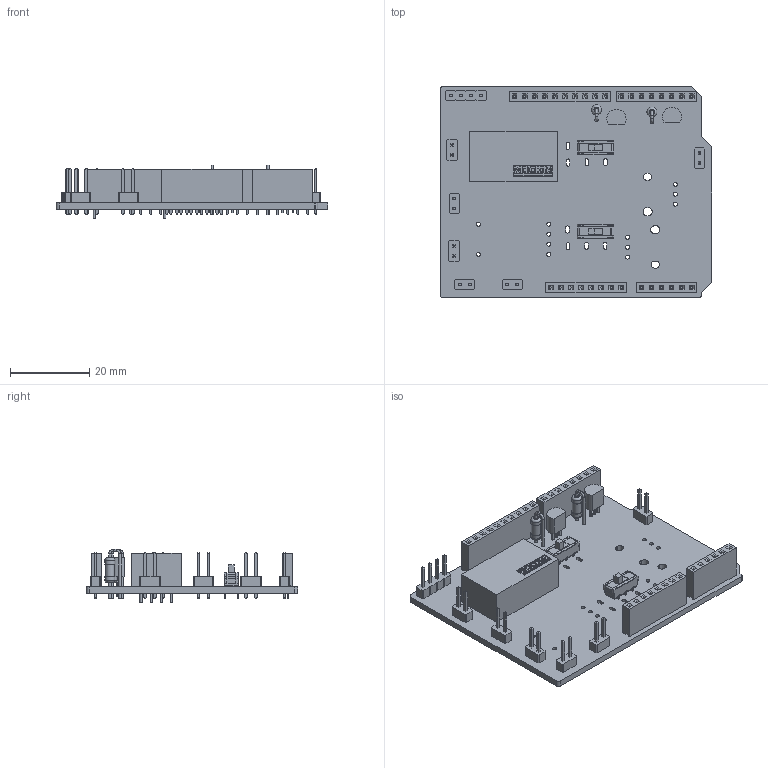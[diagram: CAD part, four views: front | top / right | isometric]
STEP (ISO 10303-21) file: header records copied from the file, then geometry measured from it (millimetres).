
FILE_DESCRIPTION(('KiCad electronic assembly'),'2;1');
FILE_NAME('shield.step','2025-02-27T13:42:41',('Pcbnew'),('Kicad'), 'Open CASCADE STEP processor 7.6','KiCad to STEP converter','Unknown' );
FILE_SCHEMA(('AUTOMOTIVE_DESIGN { 1 0 10303 214 1 1 1 1 }'));
Length unit declared in the file: millimetre
Products named in the file (27): shield 1; PinSocket_1x08_P2.54mm_Vertical; PinSocket_1x06_P2.54mm_Vertical; PinSocket_1x10_P2.54mm_Vertical; PinHeader_2x01_P2.54mm_Vertical; PinHeader_2x01_P254mm_Vertical; RCD-24-1.20; RCD-24_case; RCD-24_pin6(+Vout); RCD-24_potting; RCD-24_pin2(Analogue_dimming); RCD-24_pin1(+Vin); RCD-24_pin3(PWM_ON_OFF_or_Vref); RCD-24_pin4(GND); RCD-24_pin5(-Vout); SW_CK_JS202011CQN_DPDT_Straight; CuK_JS202011CQN_DPDT_straight; R_Axial_DIN0207_L6.3mm_D2.5mm_P2.54mm_Vertical; R_Axial_DIN0207_L63mm_D25mm_P254mm_Vertical; PinHeader_1x04_P2.54mm_Vertical; PinHeader_1x04_P254mm_Vertical; TO-92_Inline; TO-92_Inline_Narrow; shield_PCB
Assembly tree (35 placements, depth 3):
  shield 1
    PinSocket_1x08_P2.54mm_Vertical  x2
      PinSocket_1x08_P2.54mm_Vertical
    PinSocket_1x06_P2.54mm_Vertical
      PinSocket_1x06_P2.54mm_Vertical
    PinSocket_1x10_P2.54mm_Vertical
      PinSocket_1x10_P2.54mm_Vertical
    PinHeader_2x01_P2.54mm_Vertical  x6
      PinHeader_2x01_P254mm_Vertical
    RCD-24-1.20
      RCD-24_case
      RCD-24_pin6(+Vout)
      RCD-24_potting
      RCD-24_pin2(Analogue_dimming)
      RCD-24_pin1(+Vin)
      RCD-24_pin3(PWM_ON_OFF_or_Vref)
      RCD-24_pin4(GND)
      RCD-24_pin5(-Vout)
    SW_CK_JS202011CQN_DPDT_Straight  x2
      CuK_JS202011CQN_DPDT_straight
    R_Axial_DIN0207_L6.3mm_D2.5mm_P2.54mm_Vertical  x2
      R_Axial_DIN0207_L63mm_D25mm_P254mm_Vertical
    PinHeader_1x04_P2.54mm_Vertical
      PinHeader_1x04_P254mm_Vertical
    TO-92_Inline  x2
      TO-92_Inline_Narrow
    shield_PCB
Bounding box: 68.58 x 53.34 x 13.6 mm (x, y, z)
Volume: 10397.3 mm3; surface area: 15125.3 mm2
Topology: 26 solids, 26 shells, 1966 faces, 5012 edges, 3232 vertices
Faces by surface type: plane 1809, cylinder 149, torus 8
Full cylindrical faces by diameter (mm): 0.6 x14, 0.75 x6, 0.8 x4, 1 x66, 2.25 x2, 2.5 x4
Entity records: 47807 total; most frequent: CARTESIAN_POINT 6911, ORIENTED_EDGE 6750, DIRECTION 6341, EDGE_CURVE 3375, LINE 3077, VECTOR 3077, VERTEX_POINT 2190, AXIS2_PLACEMENT_3D 1632
